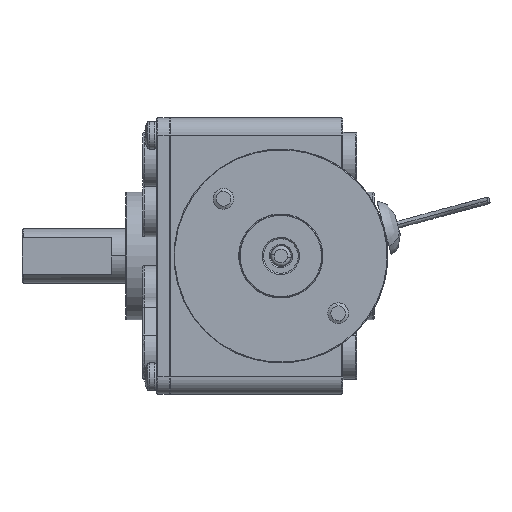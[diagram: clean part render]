
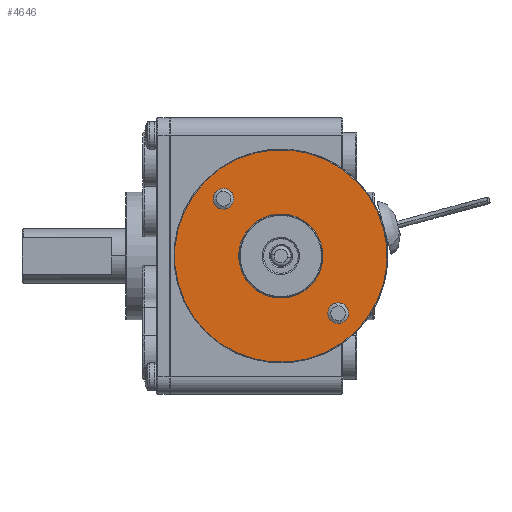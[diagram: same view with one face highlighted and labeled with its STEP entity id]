
A CAD part, left-side view. The second image highlights one B-rep face of the part: STEP entity #4646.
In plain terms, the highlighted face is planar.
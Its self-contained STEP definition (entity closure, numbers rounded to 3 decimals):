
#3983 = DIRECTION ( 'NONE',  ( -1., 0., 0. ) ) ;
#4646 = ADVANCED_FACE ( 'NONE', ( #61043, #73171, #19421, #43368 ), #17864, .F. ) ;
#4657 = DIRECTION ( 'NONE',  ( 0., 0., 1. ) ) ;
#6741 = EDGE_CURVE ( 'NONE', #8343, #45385, #47498, .T. ) ;
#7106 = CARTESIAN_POINT ( 'NONE',  ( 3.7, 0., 13.25 ) ) ;
#7775 = EDGE_CURVE ( 'NONE', #64678, #50550, #58855, .T. ) ;
#8343 = VERTEX_POINT ( 'NONE', #13088 ) ;
#10555 = CARTESIAN_POINT ( 'NONE',  ( 3.7, 0., 0. ) ) ;
#10577 = AXIS2_PLACEMENT_3D ( 'NONE', #43459, #37957, #66235 ) ;
#13088 = CARTESIAN_POINT ( 'NONE',  ( 3.7, 0., -13.25 ) ) ;
#13519 = DIRECTION ( 'NONE',  ( -1., 0., 0. ) ) ;
#14985 = ORIENTED_EDGE ( 'NONE', *, *, #54904, .T. ) ;
#15320 = DIRECTION ( 'NONE',  ( 1., 0., 0. ) ) ;
#15874 = CIRCLE ( 'NONE', #59777, 1.5 ) ;
#15963 = DIRECTION ( 'NONE',  ( -1., 0., 0. ) ) ;
#16152 = CARTESIAN_POINT ( 'NONE',  ( 3.7, 0., 11.75 ) ) ;
#17864 = PLANE ( 'NONE',  #46512 ) ;
#18800 = AXIS2_PLACEMENT_3D ( 'NONE', #63614, #15320, #69494 ) ;
#19390 = CIRCLE ( 'NONE', #10577, 6.1 ) ;
#19421 = FACE_BOUND ( 'NONE', #35468, .T. ) ;
#27528 = DIRECTION ( 'NONE',  ( 0., 0., 1. ) ) ;
#29236 = AXIS2_PLACEMENT_3D ( 'NONE', #10555, #34510, #75330 ) ;
#32077 = DIRECTION ( 'NONE',  ( 0., 0., 1. ) ) ;
#33492 = EDGE_LOOP ( 'NONE', ( #46212, #34604 ) ) ;
#34510 = DIRECTION ( 'NONE',  ( 1., 0., 0. ) ) ;
#34604 = ORIENTED_EDGE ( 'NONE', *, *, #69313, .T. ) ;
#35468 = EDGE_LOOP ( 'NONE', ( #37079, #49248 ) ) ;
#36604 = DIRECTION ( 'NONE',  ( -1., 0., 0. ) ) ;
#37079 = ORIENTED_EDGE ( 'NONE', *, *, #65835, .T. ) ;
#37282 = EDGE_LOOP ( 'NONE', ( #14985, #40565 ) ) ;
#37477 = DIRECTION ( 'NONE',  ( 0., 0., 1. ) ) ;
#37957 = DIRECTION ( 'NONE',  ( -1., 0., 0. ) ) ;
#38171 = CIRCLE ( 'NONE', #39455, 1.5 ) ;
#38377 = CARTESIAN_POINT ( 'NONE',  ( 3.7, 0., -11.75 ) ) ;
#39455 = AXIS2_PLACEMENT_3D ( 'NONE', #63587, #75341, #4657 ) ;
#40565 = ORIENTED_EDGE ( 'NONE', *, *, #64905, .T. ) ;
#41622 = ORIENTED_EDGE ( 'NONE', *, *, #45189, .T. ) ;
#41762 = VERTEX_POINT ( 'NONE', #50183 ) ;
#42747 = AXIS2_PLACEMENT_3D ( 'NONE', #71918, #36604, #60153 ) ;
#43368 = FACE_BOUND ( 'NONE', #62506, .T. ) ;
#43459 = CARTESIAN_POINT ( 'NONE',  ( 3.7, 0., 0. ) ) ;
#43910 = VERTEX_POINT ( 'NONE', #68377 ) ;
#44847 = CARTESIAN_POINT ( 'NONE',  ( 3.7, 0., 10.25 ) ) ;
#45189 = EDGE_CURVE ( 'NONE', #64766, #54313, #15874, .T. ) ;
#45385 = VERTEX_POINT ( 'NONE', #49474 ) ;
#46118 = ORIENTED_EDGE ( 'NONE', *, *, #57105, .T. ) ;
#46212 = ORIENTED_EDGE ( 'NONE', *, *, #7775, .T. ) ;
#46512 = AXIS2_PLACEMENT_3D ( 'NONE', #67297, #13519, #37477 ) ;
#46915 = CARTESIAN_POINT ( 'NONE',  ( 3.7, 0., -6.1 ) ) ;
#47498 = CIRCLE ( 'NONE', #70060, 1.5 ) ;
#49248 = ORIENTED_EDGE ( 'NONE', *, *, #6741, .T. ) ;
#49474 = CARTESIAN_POINT ( 'NONE',  ( 3.7, 0., -10.25 ) ) ;
#50183 = CARTESIAN_POINT ( 'NONE',  ( 3.7, 0., 15.4 ) ) ;
#50550 = VERTEX_POINT ( 'NONE', #46915 ) ;
#50926 = DIRECTION ( 'NONE',  ( -1., 0., 0. ) ) ;
#53992 = CIRCLE ( 'NONE', #42747, 1.5 ) ;
#54313 = VERTEX_POINT ( 'NONE', #44847 ) ;
#54904 = EDGE_CURVE ( 'NONE', #41762, #43910, #76853, .T. ) ;
#57105 = EDGE_CURVE ( 'NONE', #54313, #64766, #38171, .T. ) ;
#58855 = CIRCLE ( 'NONE', #68881, 6.1 ) ;
#59777 = AXIS2_PLACEMENT_3D ( 'NONE', #16152, #3983, #27528 ) ;
#60153 = DIRECTION ( 'NONE',  ( 0., 0., 1. ) ) ;
#60528 = CARTESIAN_POINT ( 'NONE',  ( 3.7, 0., 6.1 ) ) ;
#61043 = FACE_OUTER_BOUND ( 'NONE', #37282, .T. ) ;
#61406 = CIRCLE ( 'NONE', #18800, 15.4 ) ;
#62506 = EDGE_LOOP ( 'NONE', ( #41622, #46118 ) ) ;
#63587 = CARTESIAN_POINT ( 'NONE',  ( 3.7, 0., 11.75 ) ) ;
#63614 = CARTESIAN_POINT ( 'NONE',  ( 3.7, 0., 0. ) ) ;
#64678 = VERTEX_POINT ( 'NONE', #60528 ) ;
#64766 = VERTEX_POINT ( 'NONE', #7106 ) ;
#64905 = EDGE_CURVE ( 'NONE', #43910, #41762, #61406, .T. ) ;
#65835 = EDGE_CURVE ( 'NONE', #45385, #8343, #53992, .T. ) ;
#66235 = DIRECTION ( 'NONE',  ( 0., 0., 1. ) ) ;
#67297 = CARTESIAN_POINT ( 'NONE',  ( 3.7, 15.5, 0. ) ) ;
#68377 = CARTESIAN_POINT ( 'NONE',  ( 3.7, 0., -15.4 ) ) ;
#68881 = AXIS2_PLACEMENT_3D ( 'NONE', #75241, #50926, #74466 ) ;
#69313 = EDGE_CURVE ( 'NONE', #50550, #64678, #19390, .T. ) ;
#69494 = DIRECTION ( 'NONE',  ( 0., 0., 1. ) ) ;
#70060 = AXIS2_PLACEMENT_3D ( 'NONE', #38377, #15963, #32077 ) ;
#71918 = CARTESIAN_POINT ( 'NONE',  ( 3.7, 0., -11.75 ) ) ;
#73171 = FACE_BOUND ( 'NONE', #33492, .T. ) ;
#74466 = DIRECTION ( 'NONE',  ( 0., 0., 1. ) ) ;
#75241 = CARTESIAN_POINT ( 'NONE',  ( 3.7, 0., 0. ) ) ;
#75330 = DIRECTION ( 'NONE',  ( 0., 0., 1. ) ) ;
#75341 = DIRECTION ( 'NONE',  ( -1., 0., 0. ) ) ;
#76853 = CIRCLE ( 'NONE', #29236, 15.4 ) ;
